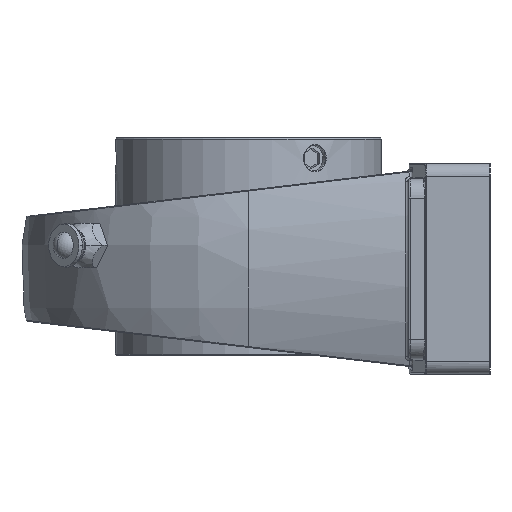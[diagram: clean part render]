
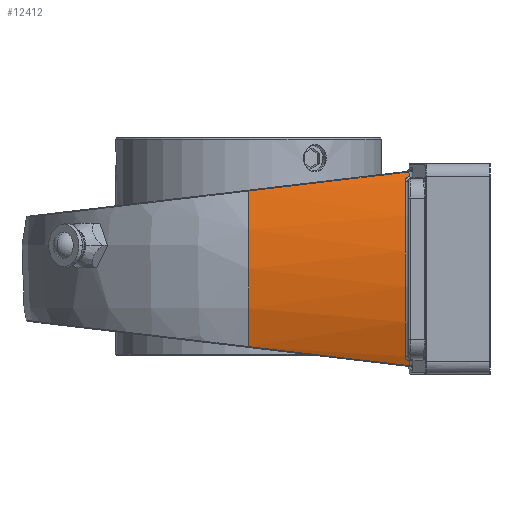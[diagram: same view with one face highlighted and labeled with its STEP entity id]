
A CAD part, left-side view. The second image highlights one B-rep face of the part: STEP entity #12412.
In plain terms, the highlighted cylindrical face has radius 96.8 mm (diameter 193.6 mm), a partial arc.
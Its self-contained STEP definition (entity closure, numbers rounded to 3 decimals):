
#1334 = CARTESIAN_POINT ( 'NONE',  ( -83.456, 33.5, 34.466 ) ) ;
#1380 = CIRCLE ( 'NONE', #1384, 96.8 ) ;
#1384 = AXIS2_PLACEMENT_3D ( 'NONE', #1422, #1421, #1420 ) ;
#1420 = DIRECTION ( 'NONE',  ( 0., 0., 1. ) ) ;
#1421 = DIRECTION ( 'NONE',  ( 0., 1., 0. ) ) ;
#1422 = CARTESIAN_POINT ( 'NONE',  ( 7., 33.5, 0. ) ) ;
#6564 = CARTESIAN_POINT ( 'NONE',  ( -82.691, 31.82, 36.41 ) ) ;
#6565 = CARTESIAN_POINT ( 'NONE',  ( -82.699, 31.94, 36.391 ) ) ;
#6566 = CARTESIAN_POINT ( 'NONE',  ( -82.711, 32.057, 36.361 ) ) ;
#6567 = CARTESIAN_POINT ( 'NONE',  ( -82.743, 32.283, 36.282 ) ) ;
#6568 = CARTESIAN_POINT ( 'NONE',  ( -82.763, 32.393, 36.232 ) ) ;
#6569 = CARTESIAN_POINT ( 'NONE',  ( -82.835, 32.706, 36.055 ) ) ;
#6570 = CARTESIAN_POINT ( 'NONE',  ( -82.895, 32.887, 35.904 ) ) ;
#6571 = CARTESIAN_POINT ( 'NONE',  ( -83.037, 33.188, 35.547 ) ) ;
#6572 = CARTESIAN_POINT ( 'NONE',  ( -83.115, 33.303, 35.349 ) ) ;
#6573 = CARTESIAN_POINT ( 'NONE',  ( -83.283, 33.461, 34.917 ) ) ;
#6574 = CARTESIAN_POINT ( 'NONE',  ( -83.369, 33.5, 34.695 ) ) ;
#6575 = CARTESIAN_POINT ( 'NONE',  ( -83.456, 33.5, 34.466 ) ) ;
#6578 = B_SPLINE_CURVE_WITH_KNOTS ( 'NONE', 3,
 ( #6575, #6574, #6573, #6572, #6571, #6570, #6569, #6568, #6567, #6566, #6565, #6564 ),
 .UNSPECIFIED., .F., .F.,
 ( 4, 2, 2, 2, 2, 4 ),
 ( 0., 0.001, 0.001, 0.002, 0.003, 0.003 ),
 .UNSPECIFIED. ) ;
#7059 = CARTESIAN_POINT ( 'NONE',  ( -81.94, 31.873, 38.209 ) ) ;
#7260 = CARTESIAN_POINT ( 'NONE',  ( -82.691, 31.82, -36.41 ) ) ;
#7311 = CARTESIAN_POINT ( 'NONE',  ( -82.691, 31.82, 36.41 ) ) ;
#7420 = CARTESIAN_POINT ( 'NONE',  ( -84.811, 95.2, 30.675 ) ) ;
#7421 = CARTESIAN_POINT ( 'NONE',  ( -83.959, 73.762, 33.225 ) ) ;
#7422 = CARTESIAN_POINT ( 'NONE',  ( -83.001, 52.641, 35.738 ) ) ;
#7423 = CARTESIAN_POINT ( 'NONE',  ( -81.94, 31.873, 38.209 ) ) ;
#7424 =( BOUNDED_CURVE ( )  B_SPLINE_CURVE ( 3, ( #7423, #7422, #7421, #7420 ),
 .UNSPECIFIED., .F., .F. ) 
 B_SPLINE_CURVE_WITH_KNOTS ( ( 4, 4 ),
 ( 4.307, 4.39 ),
 .UNSPECIFIED. ) 
 CURVE ( )  GEOMETRIC_REPRESENTATION_ITEM ( )  RATIONAL_B_SPLINE_CURVE ( ( 1., 0.999, 0.999, 1. ) ) 
 REPRESENTATION_ITEM ( '' )  );
#7446 = CARTESIAN_POINT ( 'NONE',  ( -84.811, 95.2, 30.675 ) ) ;
#7458 = CARTESIAN_POINT ( 'NONE',  ( -82.691, 31.82, -36.41 ) ) ;
#7459 = CARTESIAN_POINT ( 'NONE',  ( -82.447, 31.837, -37.012 ) ) ;
#7460 = CARTESIAN_POINT ( 'NONE',  ( -82.196, 31.855, -37.612 ) ) ;
#7461 = CARTESIAN_POINT ( 'NONE',  ( -81.94, 31.873, -38.209 ) ) ;
#7477 =( BOUNDED_CURVE ( )  B_SPLINE_CURVE ( 3, ( #7461, #7460, #7459, #7458 ),
 .UNSPECIFIED., .F., .T. ) 
 B_SPLINE_CURVE_WITH_KNOTS ( ( 4, 4 ),
 ( 2.736, 2.756 ),
 .UNSPECIFIED. ) 
 CURVE ( )  GEOMETRIC_REPRESENTATION_ITEM ( )  RATIONAL_B_SPLINE_CURVE ( ( 1., 1., 1., 1. ) ) 
 REPRESENTATION_ITEM ( '' )  );
#7556 = CARTESIAN_POINT ( 'NONE',  ( 7., -51.642, 0. ) ) ;
#7559 = DIRECTION ( 'NONE',  ( 0., 1., 0. ) ) ;
#7560 = DIRECTION ( 'NONE',  ( 0., 0., 1. ) ) ;
#7561 = CYLINDRICAL_SURFACE ( 'NONE', #7567, 96.8 ) ;
#7562 = DIRECTION ( 'NONE',  ( 0., 0., -1. ) ) ;
#7563 = DIRECTION ( 'NONE',  ( 0., -1., 0. ) ) ;
#7564 = CARTESIAN_POINT ( 'NONE',  ( 7., 95.2, 0. ) ) ;
#7565 = AXIS2_PLACEMENT_3D ( 'NONE', #7564, #7563, #7562 ) ;
#7566 = CIRCLE ( 'NONE', #7565, 96.8 ) ;
#7567 = AXIS2_PLACEMENT_3D ( 'NONE', #7556, #7559, #7560 ) ;
#7569 = FACE_OUTER_BOUND ( 'NONE', #12413, .T. ) ;
#7570 = CARTESIAN_POINT ( 'NONE',  ( -82.691, 31.82, 36.41 ) ) ;
#7571 =( BOUNDED_CURVE ( )  B_SPLINE_CURVE ( 3, ( #7570, #7613, #7612, #7611 ),
 .UNSPECIFIED., .F., .T. ) 
 B_SPLINE_CURVE_WITH_KNOTS ( ( 4, 4 ),
 ( 3.527, 3.547 ),
 .UNSPECIFIED. ) 
 CURVE ( )  GEOMETRIC_REPRESENTATION_ITEM ( )  RATIONAL_B_SPLINE_CURVE ( ( 1., 1., 1., 1. ) ) 
 REPRESENTATION_ITEM ( '' )  );
#7582 = CARTESIAN_POINT ( 'NONE',  ( -83.117, 33.294, -35.344 ) ) ;
#7583 = CARTESIAN_POINT ( 'NONE',  ( -83.039, 33.179, -35.542 ) ) ;
#7584 = CARTESIAN_POINT ( 'NONE',  ( -83.001, 33.112, -35.638 ) ) ;
#7585 = CARTESIAN_POINT ( 'NONE',  ( -82.931, 32.962, -35.815 ) ) ;
#7586 = CARTESIAN_POINT ( 'NONE',  ( -82.898, 32.879, -35.897 ) ) ;
#7587 = CARTESIAN_POINT ( 'NONE',  ( -82.838, 32.698, -36.047 ) ) ;
#7588 = CARTESIAN_POINT ( 'NONE',  ( -82.811, 32.599, -36.115 ) ) ;
#7589 = CARTESIAN_POINT ( 'NONE',  ( -82.74, 32.29, -36.29 ) ) ;
#7590 = CARTESIAN_POINT ( 'NONE',  ( -82.707, 32.058, -36.372 ) ) ;
#7591 = CARTESIAN_POINT ( 'NONE',  ( -82.691, 31.82, -36.41 ) ) ;
#7597 = B_SPLINE_CURVE_WITH_KNOTS ( 'NONE', 3,
 ( #7591, #7590, #7589, #7588, #7587, #7586, #7585, #7584, #7583, #7582, #7642, #7641, #7640, #7639, #7638, #7637 ),
 .UNSPECIFIED., .F., .F.,
 ( 4, 2, 2, 2, 2, 2, 2, 4 ),
 ( 0., 0.001, 0.001, 0.002, 0.002, 0.002, 0.003, 0.003 ),
 .UNSPECIFIED. ) ;
#7608 = CARTESIAN_POINT ( 'NONE',  ( -83.456, 33.5, -34.466 ) ) ;
#7611 = CARTESIAN_POINT ( 'NONE',  ( -81.94, 31.873, 38.209 ) ) ;
#7612 = CARTESIAN_POINT ( 'NONE',  ( -82.196, 31.855, 37.612 ) ) ;
#7613 = CARTESIAN_POINT ( 'NONE',  ( -82.447, 31.837, 37.012 ) ) ;
#7637 = CARTESIAN_POINT ( 'NONE',  ( -83.456, 33.5, -34.466 ) ) ;
#7638 = CARTESIAN_POINT ( 'NONE',  ( -83.413, 33.5, -34.58 ) ) ;
#7639 = CARTESIAN_POINT ( 'NONE',  ( -83.37, 33.49, -34.693 ) ) ;
#7640 = CARTESIAN_POINT ( 'NONE',  ( -83.284, 33.45, -34.916 ) ) ;
#7641 = CARTESIAN_POINT ( 'NONE',  ( -83.241, 33.421, -35.027 ) ) ;
#7642 = CARTESIAN_POINT ( 'NONE',  ( -83.157, 33.342, -35.241 ) ) ;
#7793 = CARTESIAN_POINT ( 'NONE',  ( -84.811, 95.2, -30.675 ) ) ;
#7974 = CARTESIAN_POINT ( 'NONE',  ( -81.94, 31.873, -38.209 ) ) ;
#7982 = CARTESIAN_POINT ( 'NONE',  ( -81.94, 31.873, -38.209 ) ) ;
#7983 = CARTESIAN_POINT ( 'NONE',  ( -83.001, 52.641, -35.738 ) ) ;
#7984 = CARTESIAN_POINT ( 'NONE',  ( -83.959, 73.762, -33.225 ) ) ;
#7985 = CARTESIAN_POINT ( 'NONE',  ( -84.811, 95.2, -30.675 ) ) ;
#7987 =( BOUNDED_CURVE ( )  B_SPLINE_CURVE ( 3, ( #7985, #7984, #7983, #7982 ),
 .UNSPECIFIED., .F., .T. ) 
 B_SPLINE_CURVE_WITH_KNOTS ( ( 4, 4 ),
 ( 1.893, 1.977 ),
 .UNSPECIFIED. ) 
 CURVE ( )  GEOMETRIC_REPRESENTATION_ITEM ( )  RATIONAL_B_SPLINE_CURVE ( ( 1., 0.999, 0.999, 1. ) ) 
 REPRESENTATION_ITEM ( '' )  );
#9549 = VERTEX_POINT ( 'NONE', #1334 ) ;
#9562 = EDGE_CURVE ( 'NONE', #12425, #9549, #1380, .T. ) ;
#11540 = ORIENTED_EDGE ( 'NONE', *, *, #12058, .T. ) ;
#12058 = EDGE_CURVE ( 'NONE', #9549, #12354, #6578, .T. ) ;
#12189 = ORIENTED_EDGE ( 'NONE', *, *, #12383, .T. ) ;
#12224 = VERTEX_POINT ( 'NONE', #7059 ) ;
#12251 = ORIENTED_EDGE ( 'NONE', *, *, #12392, .T. ) ;
#12276 = ORIENTED_EDGE ( 'NONE', *, *, #12409, .T. ) ;
#12317 = VERTEX_POINT ( 'NONE', #7260 ) ;
#12354 = VERTEX_POINT ( 'NONE', #7311 ) ;
#12379 = ORIENTED_EDGE ( 'NONE', *, *, #12429, .T. ) ;
#12381 = VERTEX_POINT ( 'NONE', #7446 ) ;
#12383 = EDGE_CURVE ( 'NONE', #12224, #12381, #7424, .T. ) ;
#12392 = EDGE_CURVE ( 'NONE', #12611, #12317, #7477, .T. ) ;
#12409 = EDGE_CURVE ( 'NONE', #12381, #12534, #7566, .T. ) ;
#12412 = ADVANCED_FACE ( 'NONE', ( #7569 ), #7561, .T. ) ;
#12413 = EDGE_LOOP ( 'NONE', ( #12414, #12251, #12379, #12453, #11540, #12420, #12189, #12276 ) ) ;
#12414 = ORIENTED_EDGE ( 'NONE', *, *, #12617, .T. ) ;
#12419 = EDGE_CURVE ( 'NONE', #12354, #12224, #7571, .T. ) ;
#12420 = ORIENTED_EDGE ( 'NONE', *, *, #12419, .T. ) ;
#12425 = VERTEX_POINT ( 'NONE', #7608 ) ;
#12429 = EDGE_CURVE ( 'NONE', #12317, #12425, #7597, .T. ) ;
#12453 = ORIENTED_EDGE ( 'NONE', *, *, #9562, .T. ) ;
#12534 = VERTEX_POINT ( 'NONE', #7793 ) ;
#12611 = VERTEX_POINT ( 'NONE', #7974 ) ;
#12617 = EDGE_CURVE ( 'NONE', #12534, #12611, #7987, .T. ) ;
